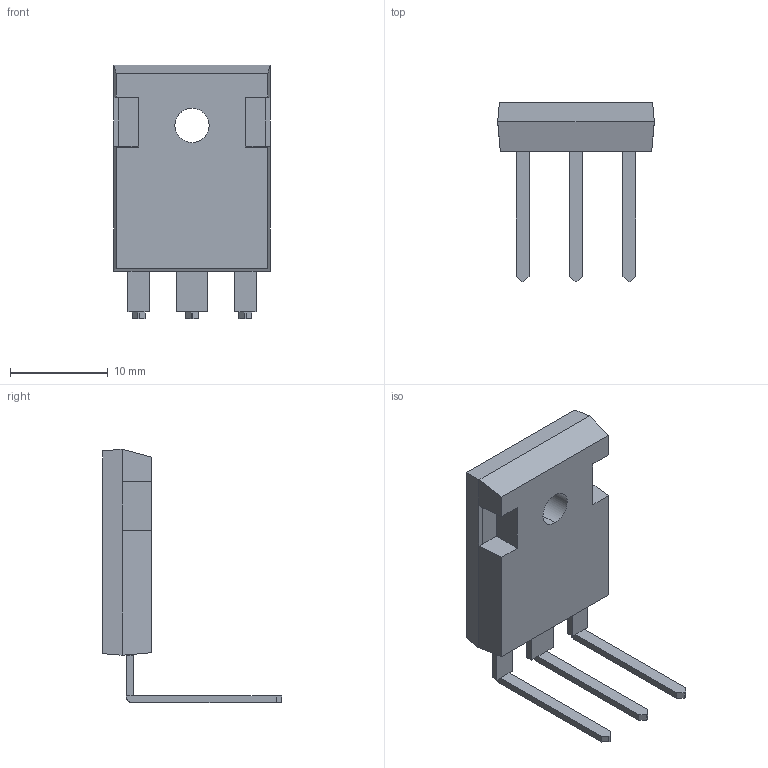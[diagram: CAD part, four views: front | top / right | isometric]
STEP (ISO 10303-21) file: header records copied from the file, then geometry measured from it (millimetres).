
FILE_DESCRIPTION (( 'STEP AP214' ), '1' );
FILE_NAME ('USER LIBRARY-TO-247 CASE 340L-02 HORIZONTAL BOTTOM.STEP', '2022-03-01T06:57:00', ( '' ), ( '' ), 'SwSTEP 2.0', 'SolidWorks 2019', '' );
FILE_SCHEMA (( 'AUTOMOTIVE_DESIGN' ));
Length unit declared in the file: millimetre
Products named in the file (6): USER LIBRARY-TO-247 CASE 340L-02 HORIZONTAL BOTTOM.IGS; 3.IGS; 1.IGS; 2.IGS; USER LIBRARY-TO-247 CASE 340L-02 HORIZONTAL BOTTOM; 4.IGS
Assembly tree (5 placements, depth 3):
  USER LIBRARY-TO-247 CASE 340L-02 HORIZONTAL BOTTOM
    USER LIBRARY-TO-247 CASE 340L-02 HORIZONTAL BOTTOM.IGS
      1.IGS
      2.IGS
      3.IGS
      4.IGS
Bounding box: 16 x 18.3 x 25.9 mm (x, y, z)
Volume: 64.5 mm3; surface area: 1343.9 mm2
Topology: 3 solids, 4 shells, 95 faces, 245 edges, 156 vertices
Faces by surface type: bspline 95
Entity records: 3279 total; most frequent: CARTESIAN_POINT 1298, ORIENTED_EDGE 474, EDGE_CURVE 245, B_SPLINE_CURVE_WITH_KNOTS 245, VERTEX_POINT 156, EDGE_LOOP 99, FACE_OUTER_BOUND 95, ADVANCED_FACE 95
